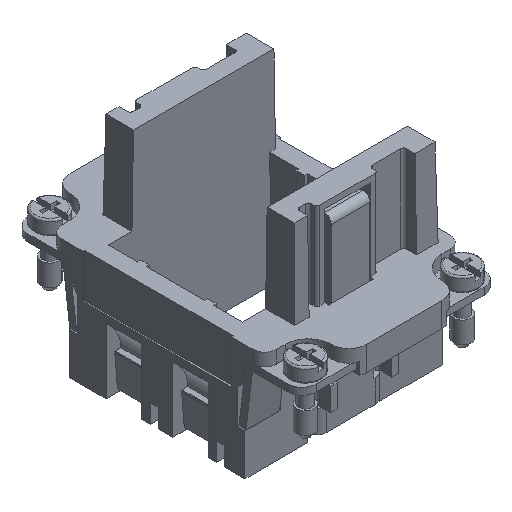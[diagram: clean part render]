
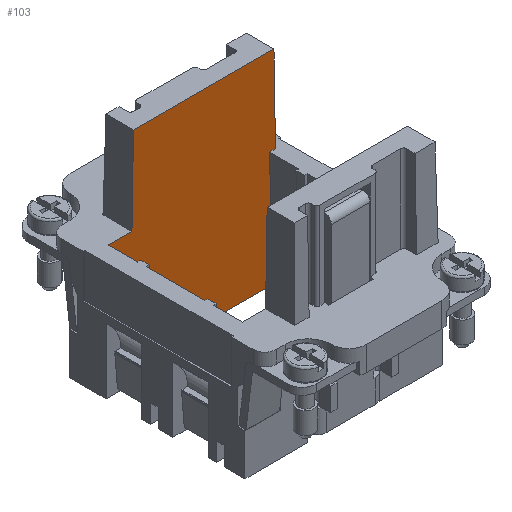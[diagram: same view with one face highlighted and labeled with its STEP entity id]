
A CAD part, isometric view. The second image highlights one B-rep face of the part: STEP entity #103.
In plain terms, the highlighted planar face has unit normal (0, -1, 0).
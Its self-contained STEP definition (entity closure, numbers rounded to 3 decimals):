
#35=AXIS2_PLACEMENT_3D('Plane Axis2P3D',#32,#33,#34) ;
#32=CARTESIAN_POINT('Axis2P3D Location',(0.,37.,0.)) ;
#37=CARTESIAN_POINT('Line Origine',(31.025,37.,10.)) ;
#41=CARTESIAN_POINT('Vertex',(30.85,37.,20.)) ;
#43=CARTESIAN_POINT('Vertex',(31.2,37.,0.)) ;
#46=CARTESIAN_POINT('Line Origine',(31.35,37.,20.)) ;
#50=CARTESIAN_POINT('Vertex',(31.85,37.,20.)) ;
#53=CARTESIAN_POINT('Line Origine',(31.719,37.,27.5)) ;
#57=CARTESIAN_POINT('Vertex',(31.588,37.,35.)) ;
#60=CARTESIAN_POINT('Line Origine',(19.5,37.,35.)) ;
#64=CARTESIAN_POINT('Vertex',(7.412,37.,35.)) ;
#67=CARTESIAN_POINT('Line Origine',(7.281,37.,27.5)) ;
#71=CARTESIAN_POINT('Vertex',(7.15,37.,20.)) ;
#74=CARTESIAN_POINT('Line Origine',(5.15,37.,20.)) ;
#78=CARTESIAN_POINT('Vertex',(3.15,37.,20.)) ;
#81=CARTESIAN_POINT('Line Origine',(2.975,37.,10.)) ;
#85=CARTESIAN_POINT('Vertex',(2.8,37.,0.)) ;
#88=CARTESIAN_POINT('Line Origine',(17.,37.,0.)) ;
#33=DIRECTION('Axis2P3D Direction',(-0.,1.,0.)) ;
#34=DIRECTION('Axis2P3D XDirection',(1.,0.,0.)) ;
#38=DIRECTION('Vector Direction',(-0.017,0.,1.)) ;
#47=DIRECTION('Vector Direction',(-1.,0.,0.)) ;
#54=DIRECTION('Vector Direction',(-0.017,0.,1.)) ;
#61=DIRECTION('Vector Direction',(-1.,0.,0.)) ;
#68=DIRECTION('Vector Direction',(0.017,0.,1.)) ;
#75=DIRECTION('Vector Direction',(-1.,0.,0.)) ;
#82=DIRECTION('Vector Direction',(-0.017,0.,-1.)) ;
#89=DIRECTION('Vector Direction',(-1.,0.,0.)) ;
#39=VECTOR('Line Direction',#38,1.) ;
#48=VECTOR('Line Direction',#47,1.) ;
#55=VECTOR('Line Direction',#54,1.) ;
#62=VECTOR('Line Direction',#61,1.) ;
#69=VECTOR('Line Direction',#68,1.) ;
#76=VECTOR('Line Direction',#75,1.) ;
#83=VECTOR('Line Direction',#82,1.) ;
#90=VECTOR('Line Direction',#89,1.) ;
#94=ORIENTED_EDGE('',*,*,#45,.F.) ;
#95=ORIENTED_EDGE('',*,*,#52,.F.) ;
#96=ORIENTED_EDGE('',*,*,#59,.F.) ;
#97=ORIENTED_EDGE('',*,*,#66,.T.) ;
#98=ORIENTED_EDGE('',*,*,#73,.F.) ;
#99=ORIENTED_EDGE('',*,*,#80,.F.) ;
#100=ORIENTED_EDGE('',*,*,#87,.F.) ;
#101=ORIENTED_EDGE('',*,*,#92,.F.) ;
#103=ADVANCED_FACE('Hauptkoerper',(#102),#36,.F.) ;
#45=EDGE_CURVE('',#42,#44,#40,.F.) ;
#52=EDGE_CURVE('',#51,#42,#49,.T.) ;
#59=EDGE_CURVE('',#58,#51,#56,.F.) ;
#66=EDGE_CURVE('',#58,#65,#63,.T.) ;
#73=EDGE_CURVE('',#72,#65,#70,.T.) ;
#80=EDGE_CURVE('',#79,#72,#77,.F.) ;
#87=EDGE_CURVE('',#86,#79,#84,.F.) ;
#92=EDGE_CURVE('',#44,#86,#91,.T.) ;
#93=EDGE_LOOP('',(#94,#95,#96,#97,#98,#99,#100,#101)) ;
#102=FACE_OUTER_BOUND('',#93,.T.) ;
#40=LINE('Line',#37,#39) ;
#49=LINE('Line',#46,#48) ;
#56=LINE('Line',#53,#55) ;
#63=LINE('Line',#60,#62) ;
#70=LINE('Line',#67,#69) ;
#77=LINE('Line',#74,#76) ;
#84=LINE('Line',#81,#83) ;
#91=LINE('Line',#88,#90) ;
#36=PLANE('',#35) ;
#42=VERTEX_POINT('',#41) ;
#44=VERTEX_POINT('',#43) ;
#51=VERTEX_POINT('',#50) ;
#58=VERTEX_POINT('',#57) ;
#65=VERTEX_POINT('',#64) ;
#72=VERTEX_POINT('',#71) ;
#79=VERTEX_POINT('',#78) ;
#86=VERTEX_POINT('',#85) ;
